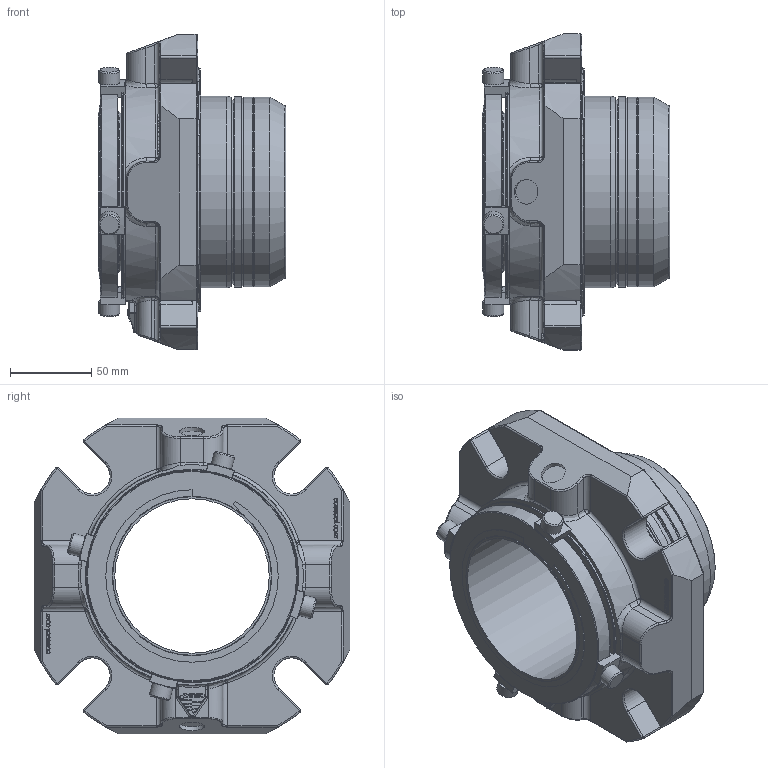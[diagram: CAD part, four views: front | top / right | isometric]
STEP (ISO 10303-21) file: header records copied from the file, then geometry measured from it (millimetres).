
FILE_DESCRIPTION(/* description */ ('Unknown'),/* implementation_level */ '2;1');
FILE_NAME(/* name */ '3.750',/* time_stamp */ '2023-01-30T16:28:14+00:00',/* author */ ('Unknown'),/* organization */ ('Unknown'),/* preprocessor_version */ 'ST-DEVELOPER v16.7',/* originating_system */ 'Solid Edge',/* authorisation */ 'Unknown');
FILE_SCHEMA (('AUTOMOTIVE_DESIGN {1 0 10303 214 3 1 1}'));
Length unit declared in the file: millimetre
Products named in the file (1): 3.750
Bounding box: 115.93 x 194.82 x 194.82 mm (x, y, z)
Volume: 1061250.9 mm3; surface area: 174332.2 mm2
Topology: 1 solids, 1 shells, 997 faces, 2608 edges, 1614 vertices
Faces by surface type: cylinder 320, plane 276, bspline 231, torus 107, cone 37, sphere 26
Full cylindrical faces by diameter (mm): 2.194 x1, 13 x4, 15.342 x2, 95.25 x1, 97.688 x1, 98.4 x1, 99.238 x1, 113.792 x2, 116.129 x1, 117.094 x2, 117.5 x1, 118.262 x1, 130.175 x2, 131.699 x1, 141.402 x1, 142.875 x2, 146.837 x1, 146.99 x1, 147.345 x1, 147.5 x1, 148.006 x1, 148.26 x1
Entity records: 35026 total; most frequent: CARTESIAN_POINT 12348, ORIENTED_EDGE 4966, DIRECTION 4304, EDGE_CURVE 2483, AXIS2_PLACEMENT_3D 1628, VERTEX_POINT 1583, EDGE_LOOP 1118, FACE_BOUND 1118
